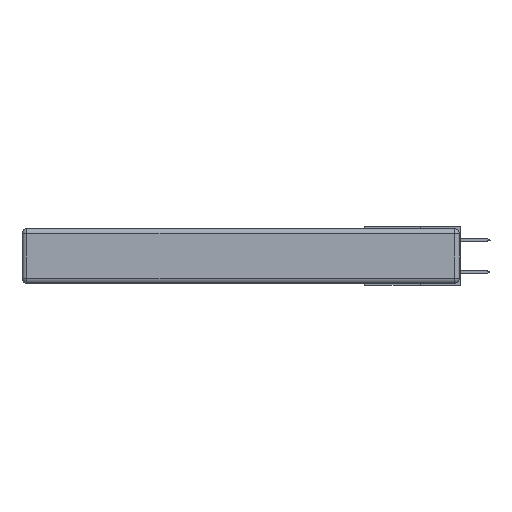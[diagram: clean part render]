
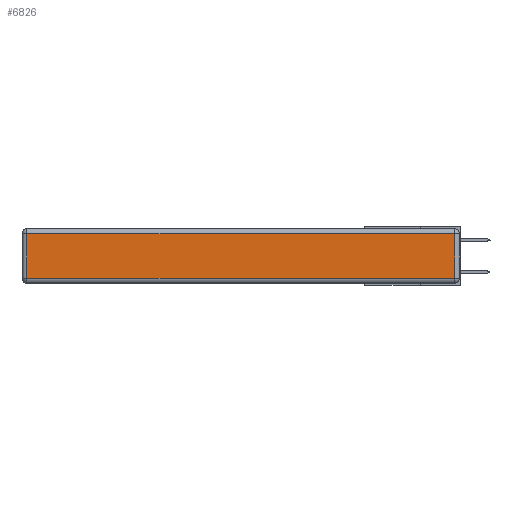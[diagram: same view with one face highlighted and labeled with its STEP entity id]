
A CAD part, left-side view. The second image highlights one B-rep face of the part: STEP entity #6826.
In plain terms, the highlighted planar face has unit normal (-1, 0, 0).
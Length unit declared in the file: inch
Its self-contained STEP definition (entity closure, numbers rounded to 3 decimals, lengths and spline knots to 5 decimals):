
#90 = CARTESIAN_POINT ( 'NONE',  ( 0., 2.75, -0.03 ) ) ;
#1903 = CARTESIAN_POINT ( 'NONE',  ( 0., 2.72, -0.313 ) ) ;
#2117 = EDGE_CURVE ( 'NONE', #14507, #13600, #16557, .T. ) ;
#2184 = LINE ( 'NONE', #90, #12512 ) ;
#2545 = EDGE_CURVE ( 'NONE', #5082, #5842, #2184, .T. ) ;
#3267 = DIRECTION ( 'NONE',  ( 0., -1., 0. ) ) ;
#3686 = ORIENTED_EDGE ( 'NONE', *, *, #2117, .T. ) ;
#4027 = LINE ( 'NONE', #9364, #10491 ) ;
#4700 = ORIENTED_EDGE ( 'NONE', *, *, #15653, .T. ) ;
#5082 = VERTEX_POINT ( 'NONE', #5887 ) ;
#5411 = LINE ( 'NONE', #15920, #6004 ) ;
#5506 = CARTESIAN_POINT ( 'NONE',  ( 0., 0., -0.343 ) ) ;
#5521 = ORIENTED_EDGE ( 'NONE', *, *, #2545, .T. ) ;
#5842 = VERTEX_POINT ( 'NONE', #7298 ) ;
#5887 = CARTESIAN_POINT ( 'NONE',  ( 0., 0.03, -0.03 ) ) ;
#6004 = VECTOR ( 'NONE', #10810, 39.37008 ) ;
#6826 = ADVANCED_FACE ( 'NONE', ( #12931 ), #11948, .T. ) ;
#7059 = VECTOR ( 'NONE', #3267, 39.37008 ) ;
#7263 = AXIS2_PLACEMENT_3D ( 'NONE', #5506, #12114, #13358 ) ;
#7298 = CARTESIAN_POINT ( 'NONE',  ( 0., 2.72, -0.03 ) ) ;
#8290 = EDGE_CURVE ( 'NONE', #5842, #14507, #4027, .T. ) ;
#8555 = EDGE_LOOP ( 'NONE', ( #3686, #4700, #5521, #11163 ) ) ;
#9364 = CARTESIAN_POINT ( 'NONE',  ( 0., 2.72, -0.343 ) ) ;
#10491 = VECTOR ( 'NONE', #10621, 39.37008 ) ;
#10614 = DIRECTION ( 'NONE',  ( 0., 1., 0. ) ) ;
#10621 = DIRECTION ( 'NONE',  ( 0., 0., -1. ) ) ;
#10810 = DIRECTION ( 'NONE',  ( 0., 0., 1. ) ) ;
#11163 = ORIENTED_EDGE ( 'NONE', *, *, #8290, .T. ) ;
#11948 = PLANE ( 'NONE',  #7263 ) ;
#12114 = DIRECTION ( 'NONE',  ( -1., 0., 0. ) ) ;
#12512 = VECTOR ( 'NONE', #10614, 39.37008 ) ;
#12931 = FACE_OUTER_BOUND ( 'NONE', #8555, .T. ) ;
#13358 = DIRECTION ( 'NONE',  ( 0., 0., 1. ) ) ;
#13600 = VERTEX_POINT ( 'NONE', #13607 ) ;
#13607 = CARTESIAN_POINT ( 'NONE',  ( 0., 0.03, -0.313 ) ) ;
#14507 = VERTEX_POINT ( 'NONE', #1903 ) ;
#15653 = EDGE_CURVE ( 'NONE', #13600, #5082, #5411, .T. ) ;
#15920 = CARTESIAN_POINT ( 'NONE',  ( 0., 0.03, -0.343 ) ) ;
#16440 = CARTESIAN_POINT ( 'NONE',  ( 0., 0., -0.313 ) ) ;
#16557 = LINE ( 'NONE', #16440, #7059 ) ;
